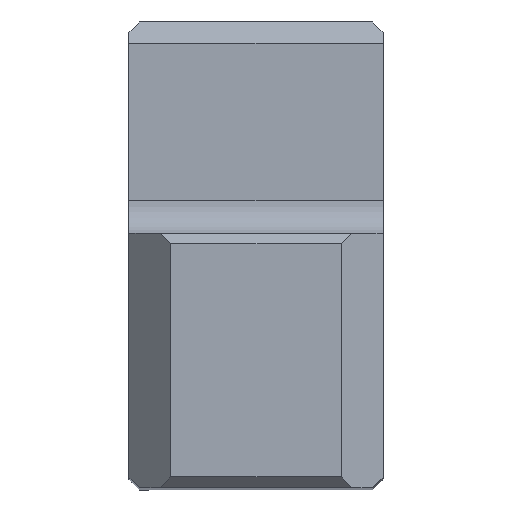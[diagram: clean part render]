
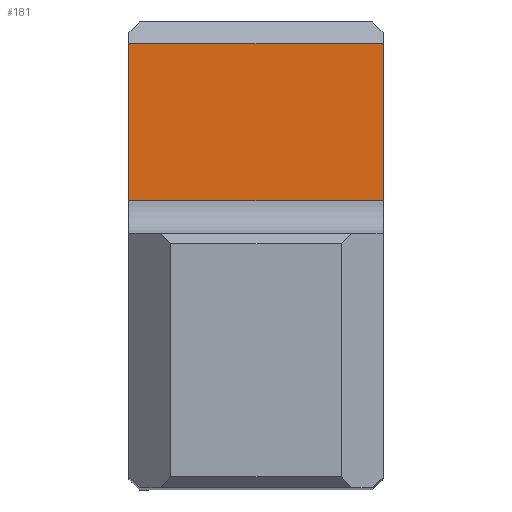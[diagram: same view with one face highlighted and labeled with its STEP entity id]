
A CAD part, top view. The second image highlights one B-rep face of the part: STEP entity #181.
In plain terms, the highlighted planar face has unit normal (0, 0, 1).
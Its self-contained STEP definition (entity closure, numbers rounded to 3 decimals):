
#181=ADVANCED_FACE('',(#293),#247,.T.);
#247=PLANE('',#1424);
#293=FACE_OUTER_BOUND('',#359,.T.);
#359=EDGE_LOOP('',(#425,#426,#427,#428));
#425=ORIENTED_EDGE('',*,*,#921,.F.);
#426=ORIENTED_EDGE('',*,*,#922,.T.);
#427=ORIENTED_EDGE('',*,*,#923,.F.);
#428=ORIENTED_EDGE('',*,*,#924,.T.);
#797=VERTEX_POINT('',#1798);
#798=VERTEX_POINT('',#1799);
#799=VERTEX_POINT('',#1801);
#800=VERTEX_POINT('',#1803);
#921=EDGE_CURVE('',#797,#798,#1107,.T.);
#922=EDGE_CURVE('',#797,#799,#1108,.T.);
#923=EDGE_CURVE('',#800,#799,#1109,.T.);
#924=EDGE_CURVE('',#800,#798,#1110,.T.);
#1107=LINE('',#1797,#1233);
#1108=LINE('',#1800,#1234);
#1109=LINE('',#1802,#1235);
#1110=LINE('',#1804,#1236);
#1233=VECTOR('',#1508,1.);
#1234=VECTOR('',#1509,1.);
#1235=VECTOR('',#1510,1.);
#1236=VECTOR('',#1511,1.);
#1424=AXIS2_PLACEMENT_3D('',#1805,#1512,#1513);
#1508=DIRECTION('',(0.,1.,0.));
#1509=DIRECTION('',(1.,0.,0.));
#1510=DIRECTION('',(0.,-1.,0.));
#1511=DIRECTION('',(-1.,0.,0.));
#1512=DIRECTION('',(0.,0.,1.));
#1513=DIRECTION('',(-1.,0.,0.));
#1797=CARTESIAN_POINT('',(-11.975,22.,-42.));
#1798=CARTESIAN_POINT('',(-11.975,13.575,-42.));
#1799=CARTESIAN_POINT('',(-11.975,21.,-42.));
#1800=CARTESIAN_POINT('',(-35.988,13.575,-42.));
#1801=CARTESIAN_POINT('',(0.,13.575,-42.));
#1802=CARTESIAN_POINT('',(0.,22.,-42.));
#1803=CARTESIAN_POINT('',(0.,21.,-42.));
#1804=CARTESIAN_POINT('',(-35.988,21.,-42.));
#1805=CARTESIAN_POINT('',(-35.988,22.,-42.));
